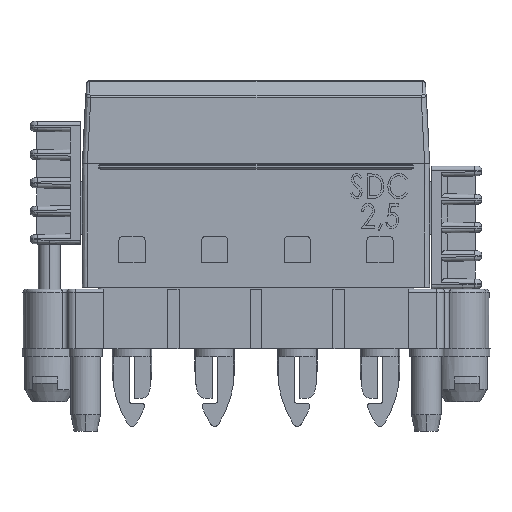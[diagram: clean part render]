
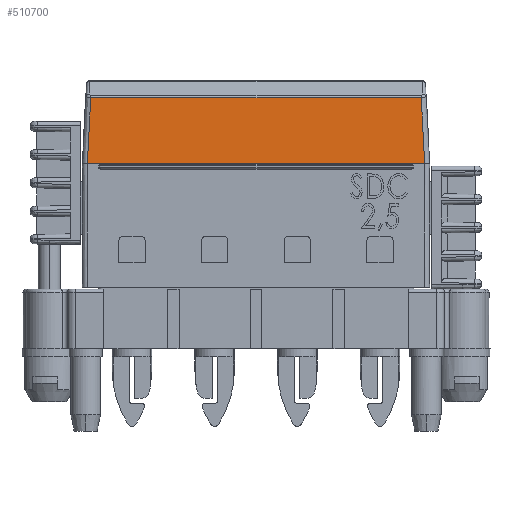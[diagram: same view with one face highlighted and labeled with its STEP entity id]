
A CAD part, front view. The second image highlights one B-rep face of the part: STEP entity #510700.
In plain terms, the highlighted face is planar.
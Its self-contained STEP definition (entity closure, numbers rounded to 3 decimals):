
#164380=CARTESIAN_POINT('',(20.786,9.236,
-65.12));
#164390=VERTEX_POINT('',#164380);
#165140=CARTESIAN_POINT('',(16.829,9.305,
-64.912));
#165150=VERTEX_POINT('',#165140);
#165180=CARTESIAN_POINT('',(20.786,9.236,
-65.12));
#165190=CARTESIAN_POINT('',(20.758,9.237,
-65.118));
#165200=CARTESIAN_POINT('',(20.731,9.237,
-65.117));
#165210=CARTESIAN_POINT('',(20.049,9.249,
-65.081));
#165220=CARTESIAN_POINT('',(19.396,9.26,
-65.047));
#165230=CARTESIAN_POINT('',(18.105,9.283,
-64.979));
#165240=CARTESIAN_POINT('',(17.467,9.294,
-64.946));
#165250=CARTESIAN_POINT('',(16.829,9.305,
-64.912));
#165260=B_SPLINE_CURVE_WITH_KNOTS('',3,(#165180,#165190,#165200,#165210,
#165220,#165230,#165240,#165250),.UNSPECIFIED.,.F.,.F.,(4,2,2,4),(0.,
0.084,2.047,3.964),.UNSPECIFIED.);
#165270=EDGE_CURVE('',#164390,#165150,#165260,.T.);
#387870=CARTESIAN_POINT('',(20.786,9.236,-55.));
#387880=DIRECTION('',(0.,0.,-1.));
#387890=VECTOR('',#387880,1.);
#387900=LINE('',#387870,#387890);
#387910=CARTESIAN_POINT('',(20.786,9.236,
-44.72));
#387920=VERTEX_POINT('',#387910);
#387930=EDGE_CURVE('',#387920,#164390,#387900,.T.);
#510000=CARTESIAN_POINT('',(16.829,9.305,
-44.928));
#510010=VERTEX_POINT('',#510000);
#510310=CARTESIAN_POINT('',(16.829,9.305,-60.));
#510320=DIRECTION('',(0.,0.,1.));
#510330=VECTOR('',#510320,1.);
#510340=LINE('',#510310,#510330);
#510350=EDGE_CURVE('',#165150,#510010,#510340,.T.);
#510490=CARTESIAN_POINT('',(20.79,9.236,
-70.42));
#510500=DIRECTION('',(-0.017,-1.,
0.));
#510510=DIRECTION('',(1.,-0.017,
0.));
#510520=AXIS2_PLACEMENT_3D('',#510490,#510500,#510510);
#510530=PLANE('',#510520);
#510540=CARTESIAN_POINT('',(20.786,9.236,
-44.72));
#510550=CARTESIAN_POINT('',(20.758,9.237,
-44.722));
#510560=CARTESIAN_POINT('',(20.731,9.237,
-44.723));
#510570=CARTESIAN_POINT('',(20.049,9.249,
-44.759));
#510580=CARTESIAN_POINT('',(19.396,9.26,
-44.793));
#510590=CARTESIAN_POINT('',(18.105,9.283,
-44.861));
#510600=CARTESIAN_POINT('',(17.467,9.294,
-44.894));
#510610=CARTESIAN_POINT('',(16.829,9.305,
-44.928));
#510620=B_SPLINE_CURVE_WITH_KNOTS('',3,(#510540,#510550,#510560,#510570,
#510580,#510590,#510600,#510610),.UNSPECIFIED.,.F.,.F.,(4,2,2,4),(0.,
0.084,2.047,3.964),.UNSPECIFIED.);
#510630=EDGE_CURVE('',#387920,#510010,#510620,.T.);
#510640=ORIENTED_EDGE('',*,*,#510630,.T.);
#510650=ORIENTED_EDGE('',*,*,#387930,.F.);
#510660=ORIENTED_EDGE('',*,*,#165270,.F.);
#510670=ORIENTED_EDGE('',*,*,#510350,.F.);
#510680=EDGE_LOOP('',(#510670,#510660,#510650,#510640));
#510690=FACE_OUTER_BOUND('',#510680,.T.);
#510700=ADVANCED_FACE('',(#510690),#510530,.T.);
